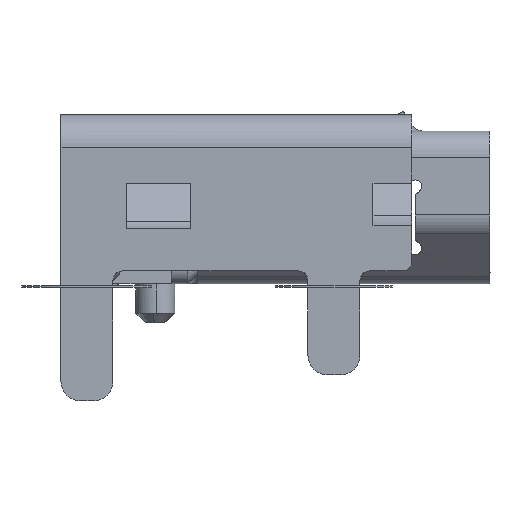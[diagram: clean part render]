
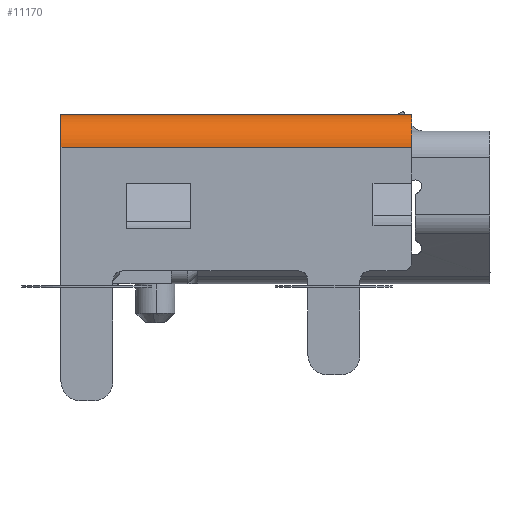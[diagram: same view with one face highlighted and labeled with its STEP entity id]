
A CAD part, left-side view. The second image highlights one B-rep face of the part: STEP entity #11170.
In plain terms, the highlighted cylindrical face has radius 0.5 mm (diameter 1 mm), a partial arc.
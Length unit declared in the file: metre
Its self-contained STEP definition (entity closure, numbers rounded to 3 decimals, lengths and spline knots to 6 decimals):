
#66 = CARTESIAN_POINT ( 'NONE',  ( -0.004, -0.0003, 0.002226 ) ) ;
#715 = ORIENTED_EDGE ( 'NONE', *, *, #22562, .F. ) ;
#777 = CARTESIAN_POINT ( 'NONE',  ( -0.0035, -0.0021, 0.002726 ) ) ;
#1119 = CARTESIAN_POINT ( 'NONE',  ( -0.0035, -0.0021, 0.002726 ) ) ;
#1682 = VERTEX_POINT ( 'NONE', #6946 ) ;
#1811 = B_SPLINE_CURVE_WITH_KNOTS ( 'NONE', 3,
 ( #13952, #11964, #66, #20193 ),
 .UNSPECIFIED., .F., .F.,
 ( 4, 4 ),
 ( 0., 1. ),
 .UNSPECIFIED. ) ;
#1976 = EDGE_CURVE ( 'NONE', #1682, #5835, #1811, .T. ) ;
#2264 = DIRECTION ( 'NONE',  ( 0., 1., 0. ) ) ;
#2380 = CARTESIAN_POINT ( 'NONE',  ( -0.003761, -0.0021, 0.002672 ) ) ;
#2651 = EDGE_LOOP ( 'NONE', ( #19897, #19840, #18140, #715 ) ) ;
#3097 = EDGE_CURVE ( 'NONE', #5835, #9175, #3180, .T. ) ;
#3180 = B_SPLINE_CURVE_WITH_KNOTS ( 'NONE', 3,
 ( #22500, #20659, #20524, #2380, #6591, #777 ),
 .UNSPECIFIED., .F., .F.,
 ( 4, 2, 4 ),
 ( 0., 0.5, 1. ),
 .UNSPECIFIED. ) ;
#4240 = CARTESIAN_POINT ( 'NONE',  ( -0.0035, 0.0033, 0.002726 ) ) ;
#5080 = CARTESIAN_POINT ( 'NONE',  ( -0.0035, 0.0033, 0.002726 ) ) ;
#5774 = AXIS2_PLACEMENT_3D ( 'NONE', #24366, #2264, #18024 ) ;
#5835 = VERTEX_POINT ( 'NONE', #20536 ) ;
#6591 = CARTESIAN_POINT ( 'NONE',  ( -0.003631, -0.0021, 0.002726 ) ) ;
#6946 = CARTESIAN_POINT ( 'NONE',  ( -0.004, 0.0033, 0.002226 ) ) ;
#8323 = FACE_OUTER_BOUND ( 'NONE', #2651, .T. ) ;
#9173 = CARTESIAN_POINT ( 'NONE',  ( -0.0035, -0.0003, 0.002726 ) ) ;
#9175 = VERTEX_POINT ( 'NONE', #20628 ) ;
#10554 = B_SPLINE_CURVE_WITH_KNOTS ( 'NONE', 3,
 ( #5080, #11285, #9173, #1119 ),
 .UNSPECIFIED., .F., .F.,
 ( 4, 4 ),
 ( 0., 1. ),
 .UNSPECIFIED. ) ;
#11170 = ADVANCED_FACE ( 'NONE', ( #8323 ), #21867, .T. ) ;
#11285 = CARTESIAN_POINT ( 'NONE',  ( -0.0035, 0.0015, 0.002726 ) ) ;
#11480 = CARTESIAN_POINT ( 'NONE',  ( -0.004, 0.0033, 0.002358 ) ) ;
#11617 = CARTESIAN_POINT ( 'NONE',  ( -0.003947, 0.0033, 0.002486 ) ) ;
#11964 = CARTESIAN_POINT ( 'NONE',  ( -0.004, 0.0015, 0.002226 ) ) ;
#13952 = CARTESIAN_POINT ( 'NONE',  ( -0.004, 0.0033, 0.002226 ) ) ;
#15629 = CARTESIAN_POINT ( 'NONE',  ( -0.00376, 0.0033, 0.002673 ) ) ;
#15762 = CARTESIAN_POINT ( 'NONE',  ( -0.003633, 0.0033, 0.002726 ) ) ;
#16986 = EDGE_CURVE ( 'NONE', #1682, #17816, #20205, .T. ) ;
#17816 = VERTEX_POINT ( 'NONE', #4240 ) ;
#18024 = DIRECTION ( 'NONE',  ( -1., 0., -0.031 ) ) ;
#18140 = ORIENTED_EDGE ( 'NONE', *, *, #3097, .T. ) ;
#19840 = ORIENTED_EDGE ( 'NONE', *, *, #1976, .T. ) ;
#19897 = ORIENTED_EDGE ( 'NONE', *, *, #16986, .F. ) ;
#20193 = CARTESIAN_POINT ( 'NONE',  ( -0.004, -0.0021, 0.002226 ) ) ;
#20205 = B_SPLINE_CURVE_WITH_KNOTS ( 'NONE', 3,
 ( #25284, #11480, #11617, #15629, #15762, #25551 ),
 .UNSPECIFIED., .F., .F.,
 ( 4, 2, 4 ),
 ( 0., 0.5, 1. ),
 .UNSPECIFIED. ) ;
#20524 = CARTESIAN_POINT ( 'NONE',  ( -0.003946, -0.0021, 0.002487 ) ) ;
#20536 = CARTESIAN_POINT ( 'NONE',  ( -0.004, -0.0021, 0.002226 ) ) ;
#20628 = CARTESIAN_POINT ( 'NONE',  ( -0.0035, -0.0021, 0.002726 ) ) ;
#20659 = CARTESIAN_POINT ( 'NONE',  ( -0.004, -0.0021, 0.002357 ) ) ;
#21867 = CYLINDRICAL_SURFACE ( 'NONE', #5774, 0.0005 ) ;
#22500 = CARTESIAN_POINT ( 'NONE',  ( -0.004, -0.0021, 0.002226 ) ) ;
#22562 = EDGE_CURVE ( 'NONE', #17816, #9175, #10554, .T. ) ;
#24366 = CARTESIAN_POINT ( 'NONE',  ( -0.0035, 0.0006, 0.002226 ) ) ;
#25284 = CARTESIAN_POINT ( 'NONE',  ( -0.004, 0.0033, 0.002226 ) ) ;
#25551 = CARTESIAN_POINT ( 'NONE',  ( -0.0035, 0.0033, 0.002726 ) ) ;
